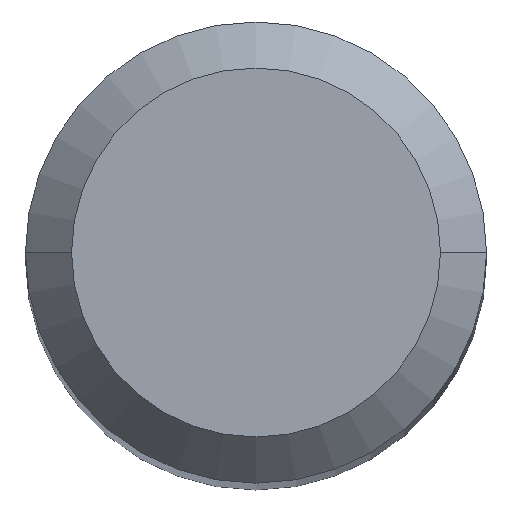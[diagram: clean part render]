
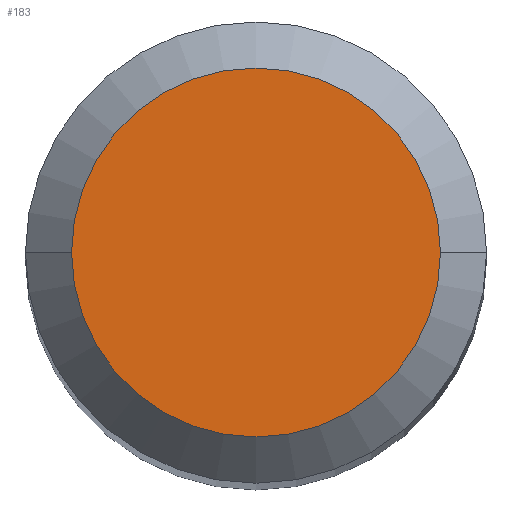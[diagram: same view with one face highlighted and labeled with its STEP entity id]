
A CAD part, top view. The second image highlights one B-rep face of the part: STEP entity #183.
In plain terms, the highlighted planar face has unit normal (0, 0, 1).
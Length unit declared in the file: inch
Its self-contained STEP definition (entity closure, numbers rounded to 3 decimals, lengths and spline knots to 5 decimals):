
#38 = ORIENTED_EDGE ( 'NONE', *, *, #457, .T. ) ;
#53 = CARTESIAN_POINT ( 'NONE',  ( 0.05, 0., 0. ) ) ;
#67 = VERTEX_POINT ( 'NONE', #310 ) ;
#70 = DIRECTION ( 'NONE',  ( 0., 0., 1. ) ) ;
#79 = CIRCLE ( 'NONE', #133, 0.05 ) ;
#90 = CARTESIAN_POINT ( 'NONE',  ( 0., 0., 0. ) ) ;
#119 = CIRCLE ( 'NONE', #398, 0.05 ) ;
#127 = DIRECTION ( 'NONE',  ( -1., 0., 0. ) ) ;
#133 = AXIS2_PLACEMENT_3D ( 'NONE', #90, #467, #247 ) ;
#183 = ADVANCED_FACE ( 'NONE', ( #196 ), #287, .F. ) ;
#195 = VERTEX_POINT ( 'NONE', #53 ) ;
#196 = FACE_OUTER_BOUND ( 'NONE', #212, .T. ) ;
#199 = AXIS2_PLACEMENT_3D ( 'NONE', #468, #314, #127 ) ;
#211 = DIRECTION ( 'NONE',  ( 1., 0., 0. ) ) ;
#212 = EDGE_LOOP ( 'NONE', ( #38, #262 ) ) ;
#247 = DIRECTION ( 'NONE',  ( 1., 0., 0. ) ) ;
#255 = CARTESIAN_POINT ( 'NONE',  ( 0., 0., 0. ) ) ;
#262 = ORIENTED_EDGE ( 'NONE', *, *, #308, .T. ) ;
#287 = PLANE ( 'NONE',  #199 ) ;
#308 = EDGE_CURVE ( 'NONE', #195, #67, #119, .T. ) ;
#310 = CARTESIAN_POINT ( 'NONE',  ( -0.05, 0., 0. ) ) ;
#314 = DIRECTION ( 'NONE',  ( 0., 0., -1. ) ) ;
#398 = AXIS2_PLACEMENT_3D ( 'NONE', #255, #70, #211 ) ;
#457 = EDGE_CURVE ( 'NONE', #67, #195, #79, .T. ) ;
#467 = DIRECTION ( 'NONE',  ( 0., 0., 1. ) ) ;
#468 = CARTESIAN_POINT ( 'NONE',  ( 0., 0., 0. ) ) ;
